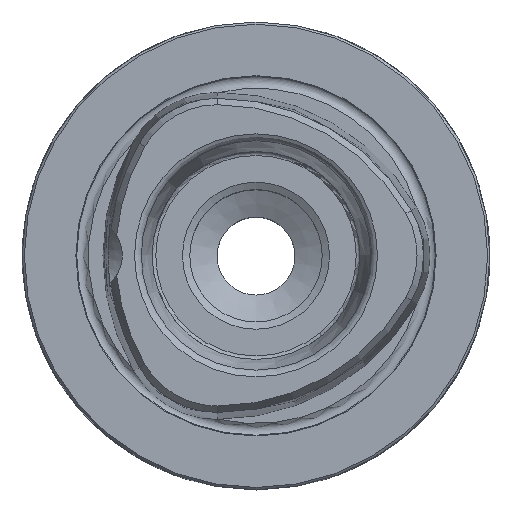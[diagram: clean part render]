
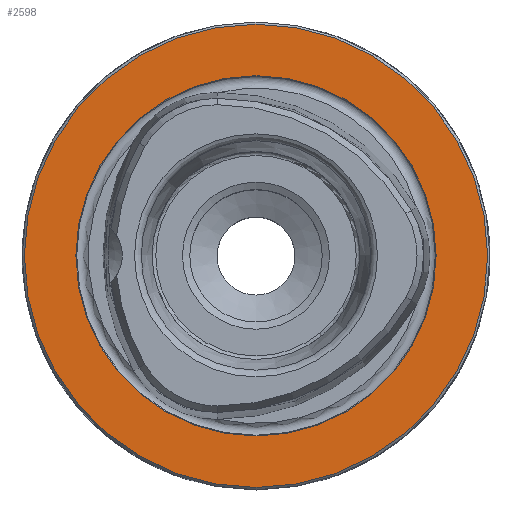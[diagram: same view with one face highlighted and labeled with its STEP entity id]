
A CAD part, top view. The second image highlights one B-rep face of the part: STEP entity #2598.
In plain terms, the highlighted planar face has unit normal (0, 0, 1).
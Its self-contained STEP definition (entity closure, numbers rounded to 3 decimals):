
#231=PLANE('',#2818);
#608=ORIENTED_EDGE('',*,*,#893,.T.);
#609=ORIENTED_EDGE('',*,*,#892,.F.);
#892=EDGE_CURVE('',#1069,#1069,#1202,.T.);
#893=EDGE_CURVE('',#1070,#1070,#1203,.T.);
#1069=VERTEX_POINT('',#3942);
#1070=VERTEX_POINT('',#3945);
#1202=CIRCLE('',#2817,24.264);
#1203=CIRCLE('',#2819,31.2);
#1348=EDGE_LOOP('',(#608));
#1349=EDGE_LOOP('',(#609));
#1531=FACE_BOUND('',#1348,.T.);
#1532=FACE_BOUND('',#1349,.T.);
#2598=ADVANCED_FACE('',(#1531,#1532),#231,.T.);
#2817=AXIS2_PLACEMENT_3D('',#3941,#3268,#3269);
#2818=AXIS2_PLACEMENT_3D('',#3943,#3270,#3271);
#2819=AXIS2_PLACEMENT_3D('',#3944,#3272,#3273);
#3268=DIRECTION('',(0.,0.,1.));
#3269=DIRECTION('',(1.,0.,0.));
#3270=DIRECTION('',(0.,0.,1.));
#3271=DIRECTION('',(1.,0.,0.));
#3272=DIRECTION('',(0.,0.,1.));
#3273=DIRECTION('',(1.,0.,0.));
#3941=CARTESIAN_POINT('',(0.,0.,0.));
#3942=CARTESIAN_POINT('',(24.264,0.,0.));
#3943=CARTESIAN_POINT('',(24.2,0.,0.));
#3944=CARTESIAN_POINT('',(0.,0.,0.));
#3945=CARTESIAN_POINT('',(31.2,0.,0.));
